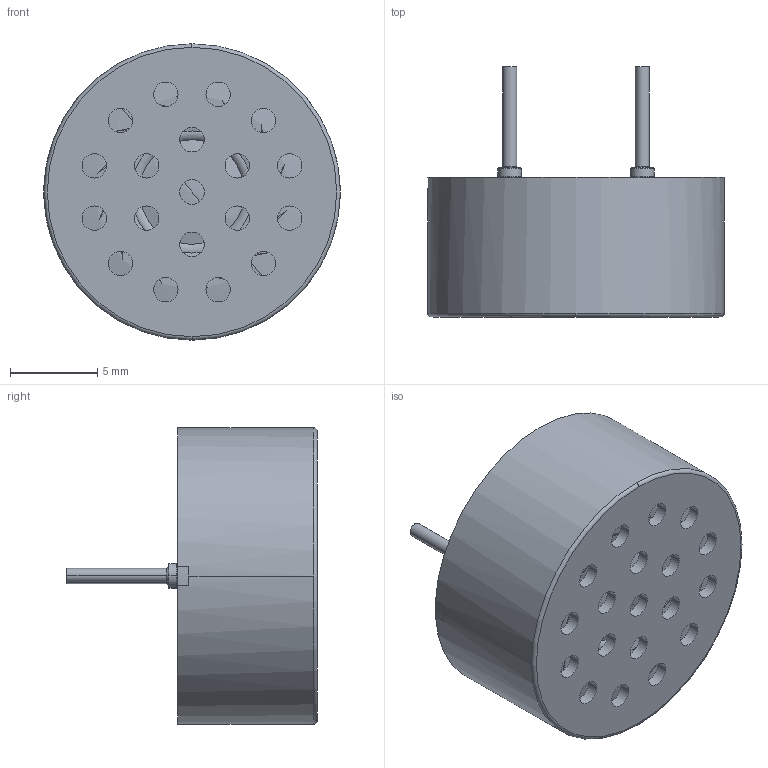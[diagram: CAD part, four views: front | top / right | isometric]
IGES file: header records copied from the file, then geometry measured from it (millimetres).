
Global section: file name: No Iges File Name specified; native system: AutoDesk Inventor R12.0; preprocessor: AutoDesk Inventor Iges Exporter R12.0; date: 20090225.140457; units: millimetre
Bounding box: 17 x 14.35 x 17 mm (x, y, z)
Volume: 1258.6 mm3; surface area: 2527.4 mm2
Topology: 5 solids, 5 shells, 228 faces, 564 edges, 376 vertices
Faces by surface type: revolution 107, plane 48, bspline 43, cylinder 18, torus 12
